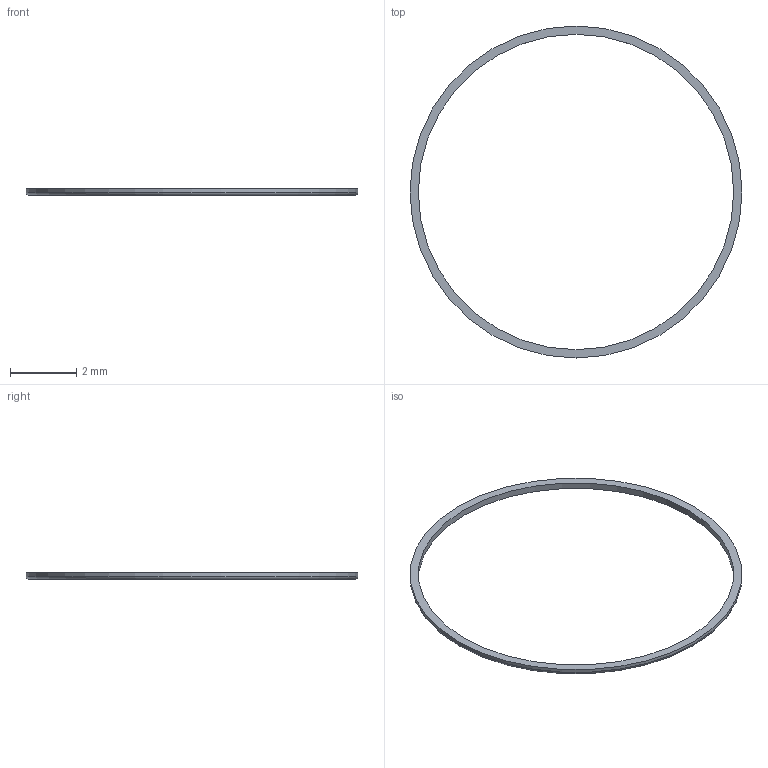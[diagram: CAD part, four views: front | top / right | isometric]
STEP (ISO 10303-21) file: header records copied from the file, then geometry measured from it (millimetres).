
FILE_DESCRIPTION(('WelSim Geometry'),'2;1');
FILE_NAME( 'Geom23.step', '2023-02-21T09:40:07',('WELSIM'),('WelSimulation LLC'), 'Open CASCADE STEP processor 7.5','WelSim25','Unknown');
FILE_SCHEMA(('AUTOMOTIVE_DESIGN { 1 0 10303 214 1 1 1 1 }'));
Length unit declared in the file: millimetre
Products named in the file (1): Part 8
Bounding box: 10 x 10 x 0.2 mm (x, y, z)
Volume: 1.5 mm3; surface area: 26.2 mm2
Topology: 1 solids, 1 shells, 5 faces, 8 edges, 5 vertices
Faces by surface type: cylinder 2, plane 2, torus 1
Full cylindrical faces by diameter (mm): 9.5 x1, 10 x1
Entity records: 238 total; most frequent: CARTESIAN_POINT 43, DIRECTION 38, ORIENTED_EDGE 16, PCURVE 16, DEFINITIONAL_REPRESENTATION 16, LINE 12, VECTOR 12, AXIS2_PLACEMENT_3D 11
